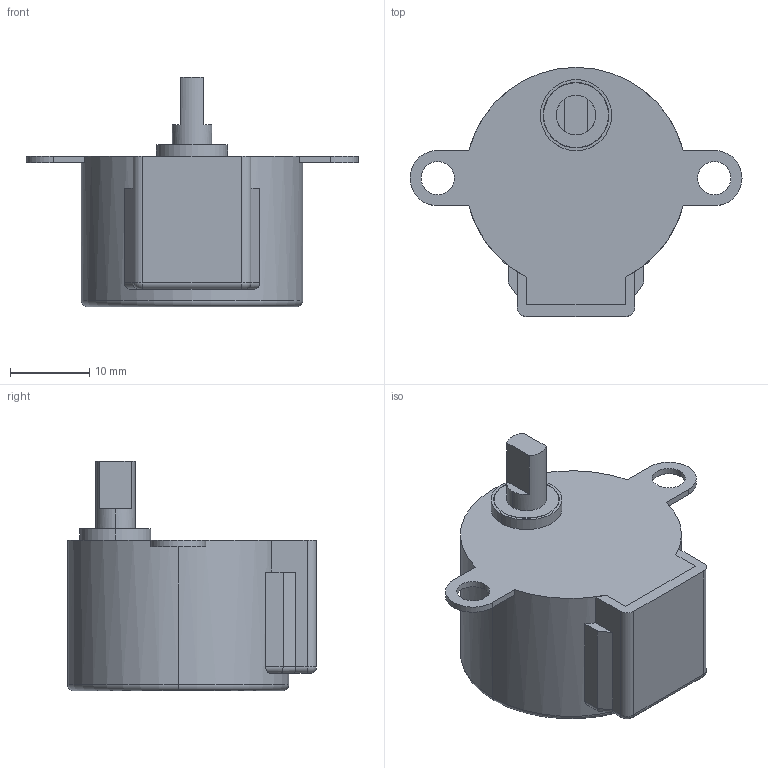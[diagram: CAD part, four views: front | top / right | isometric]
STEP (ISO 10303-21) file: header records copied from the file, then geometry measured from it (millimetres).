
FILE_DESCRIPTION (( 'STEP AP214' ), '1' );
FILE_NAME ('User Library-Stepper-1.STEP', '2018-12-03T13:49:05', ( '' ), ( '' ), 'SwSTEP 2.0', 'SolidWorks 2018', '' );
FILE_SCHEMA (( 'AUTOMOTIVE_DESIGN' ));
Length unit declared in the file: millimetre
Products named in the file (1): User Library-Stepper-1
Bounding box: 42 x 31.5 x 29 mm (x, y, z)
Volume: 13079.1 mm3; surface area: 4379.8 mm2
Topology: 4 solids, 4 shells, 68 faces, 164 edges, 106 vertices
Faces by surface type: plane 37, cylinder 27, torus 4
Entity records: 2117 total; most frequent: CARTESIAN_POINT 367, DIRECTION 360, ORIENTED_EDGE 328, EDGE_CURVE 164, AXIS2_PLACEMENT_3D 133, VERTEX_POINT 106, LINE 94, VECTOR 94
